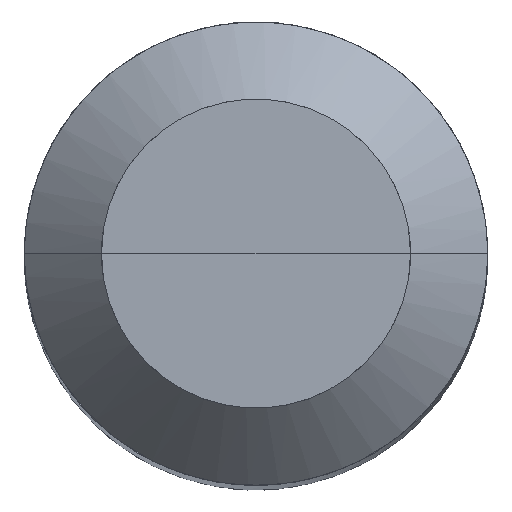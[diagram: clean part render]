
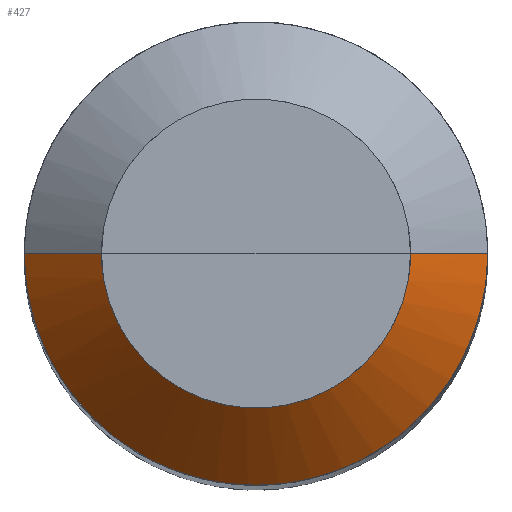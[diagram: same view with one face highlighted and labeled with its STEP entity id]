
A CAD part, top view. The second image highlights one B-rep face of the part: STEP entity #427.
In plain terms, the highlighted free-form (B-spline) face has degree [1, 2] with [2, 5] control points.
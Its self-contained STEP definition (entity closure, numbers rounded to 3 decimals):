
#115=CARTESIAN_POINT('',(-3.,0.,34.268));
#116=CARTESIAN_POINT('',(-3.,-3.,34.268));
#117=CARTESIAN_POINT('',(0.,-3.,34.268));
#118=CARTESIAN_POINT('',(3.,-3.,34.268));
#119=CARTESIAN_POINT('',(3.,0.,34.268));
#120=CARTESIAN_POINT('',(-2.,0.,35.268));
#121=CARTESIAN_POINT('',(-2.,-2.,35.268));
#122=CARTESIAN_POINT('',(0.,-2.,35.268));
#123=CARTESIAN_POINT('',(2.,-2.,35.268));
#124=CARTESIAN_POINT('',(2.,0.,35.268));
#408=(
BOUNDED_SURFACE()
B_SPLINE_SURFACE(1,2,(
(#115,#116,#117,#118,#119),
(#120,#121,#122,#123,#124)
), .UNSPECIFIED.,.F.,.F.,.F.)
B_SPLINE_SURFACE_WITH_KNOTS((2,2),(3,2,3),(
0.,1.),(
0.,0.5,1.), .UNSPECIFIED.)
GEOMETRIC_REPRESENTATION_ITEM()
RATIONAL_B_SPLINE_SURFACE(((1.,0.707,1.,0.707,1.),
(1.,0.707,1.,0.707,1.)
))
REPRESENTATION_ITEM('')
SURFACE()
);
#409=(
BOUNDED_CURVE()
B_SPLINE_CURVE(2,(#119,#118,#117,#116,#115),.UNSPECIFIED.,.F.,.F.)
B_SPLINE_CURVE_WITH_KNOTS((3,2,3),
(0.,0.5,1.),.UNSPECIFIED.)
CURVE()
GEOMETRIC_REPRESENTATION_ITEM()
RATIONAL_B_SPLINE_CURVE((1.,0.707,1.,0.707,1.))
REPRESENTATION_ITEM('')
);
#410=(
BOUNDED_CURVE()
B_SPLINE_CURVE(1,(#115,#120),.UNSPECIFIED.,.F.,.F.)
B_SPLINE_CURVE_WITH_KNOTS((2,2),
(0.,1.),.UNSPECIFIED.)
CURVE()
GEOMETRIC_REPRESENTATION_ITEM()
RATIONAL_B_SPLINE_CURVE((1.,1.))
REPRESENTATION_ITEM('')
);
#411=(
BOUNDED_CURVE()
B_SPLINE_CURVE(2,(#120,#121,#122,#123,#124),.UNSPECIFIED.,.F.,.F.)
B_SPLINE_CURVE_WITH_KNOTS((3,2,3),
(0.,0.5,1.),.UNSPECIFIED.)
CURVE()
GEOMETRIC_REPRESENTATION_ITEM()
RATIONAL_B_SPLINE_CURVE((1.,0.707,1.,0.707,1.))
REPRESENTATION_ITEM('')
);
#412=(
BOUNDED_CURVE()
B_SPLINE_CURVE(1,(#124,#119),.UNSPECIFIED.,.F.,.F.)
B_SPLINE_CURVE_WITH_KNOTS((2,2),
(0.,1.),.UNSPECIFIED.)
CURVE()
GEOMETRIC_REPRESENTATION_ITEM()
RATIONAL_B_SPLINE_CURVE((1.,1.))
REPRESENTATION_ITEM('')
);
#413=VERTEX_POINT('',#115);
#414=VERTEX_POINT('',#119);
#415=VERTEX_POINT('',#120);
#416=VERTEX_POINT('',#124);
#417=EDGE_CURVE('',#414,#413,#409,.T.);
#418=EDGE_CURVE('',#413,#415,#410,.T.);
#419=EDGE_CURVE('',#415,#416,#411,.T.);
#420=EDGE_CURVE('',#416,#414,#412,.T.);
#421=ORIENTED_EDGE('',*,*,#417,.T.);
#422=ORIENTED_EDGE('',*,*,#418,.T.);
#423=ORIENTED_EDGE('',*,*,#419,.T.);
#424=ORIENTED_EDGE('',*,*,#420,.T.);
#425=EDGE_LOOP('',(#421,#422,#423,#424));
#426=FACE_OUTER_BOUND('',#425,.T.);
#427=ADVANCED_FACE('',(#426),#408,.T.);
